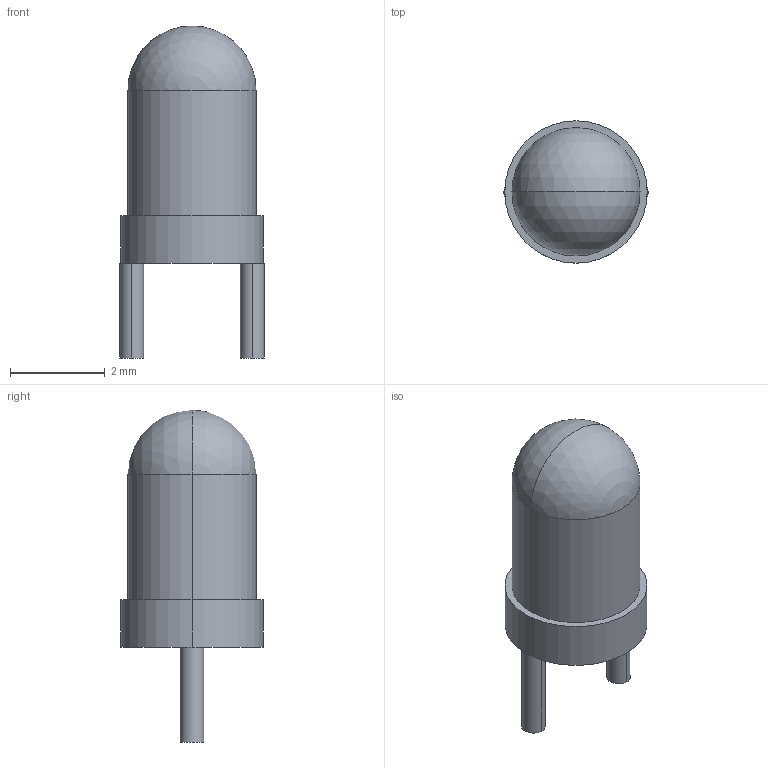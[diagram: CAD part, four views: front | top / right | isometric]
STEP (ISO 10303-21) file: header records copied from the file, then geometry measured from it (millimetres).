
FILE_DESCRIPTION (( 'STEP AP214' ), '1' );
FILE_NAME ( 'LEDRD254W50D300H500_YELLOW.STEP', '2022-07-16T17:40:54', ( '' ), ( '' ), '', '©2017 PCB Libraries, Inc.', '' );
FILE_SCHEMA (( 'AUTOMOTIVE_DESIGN' ));
Length unit declared in the file: millimetre
Products named in the file (1): LEDRD254W50D300H500_YELLOW
Bounding box: 3.04 x 3 x 7 mm (x, y, z)
Volume: 28.2 mm3; surface area: 58.8 mm2
Topology: 3 solids, 3 shells, 16 faces, 30 edges, 19 vertices
Faces by surface type: cylinder 8, plane 6, sphere 2
Entity records: 476 total; most frequent: DIRECTION 78, CARTESIAN_POINT 60, ORIENTED_EDGE 52, AXIS2_PLACEMENT_3D 35, EDGE_CURVE 26, STYLED_ITEM 20, PRESENTATION_LAYER_ASSIGNMENT 20, MECHANICAL_DESIGN_GEOMETRIC_PRESENTATION_REPRESENTATION 20
